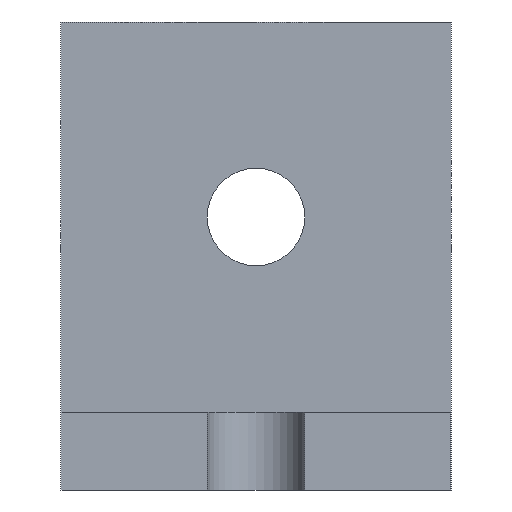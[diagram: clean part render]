
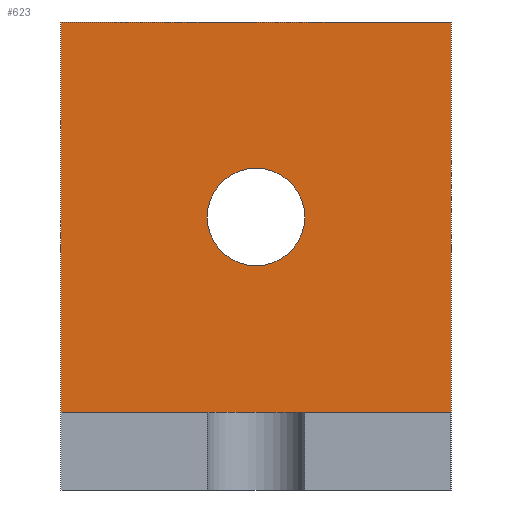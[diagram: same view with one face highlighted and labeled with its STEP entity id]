
A CAD part, left-side view. The second image highlights one B-rep face of the part: STEP entity #623.
In plain terms, the highlighted planar face has unit normal (-1, 0, 0).
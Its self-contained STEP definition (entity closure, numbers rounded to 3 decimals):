
#319=CARTESIAN_POINT('Vertex',(13.5,10.,4.)) ;
#324=CARTESIAN_POINT('Line Origine',(13.5,10.,14.)) ;
#328=CARTESIAN_POINT('Vertex',(13.5,10.,24.)) ;
#362=CARTESIAN_POINT('Line Origine',(13.5,-10.,14.)) ;
#366=CARTESIAN_POINT('Vertex',(13.5,-10.,24.)) ;
#368=CARTESIAN_POINT('Vertex',(13.5,-10.,4.)) ;
#555=CARTESIAN_POINT('Line Origine',(13.5,0.,24.)) ;
#578=CARTESIAN_POINT('Line Origine',(13.5,0.,4.)) ;
#594=CARTESIAN_POINT('Axis2P3D Location',(13.5,10.,10.)) ;
#605=CARTESIAN_POINT('Axis2P3D Location',(13.5,0.,14.)) ;
#609=CARTESIAN_POINT('Vertex',(13.5,-2.5,14.)) ;
#611=CARTESIAN_POINT('Vertex',(13.5,2.5,14.)) ;
#614=CARTESIAN_POINT('Axis2P3D Location',(13.5,0.,14.)) ;
#325=DIRECTION('Vector Direction',(0.,0.,-1.)) ;
#363=DIRECTION('Vector Direction',(0.,0.,-1.)) ;
#556=DIRECTION('Vector Direction',(0.,-1.,0.)) ;
#579=DIRECTION('Vector Direction',(0.,-1.,0.)) ;
#595=DIRECTION('Axis2P3D Direction',(-1.,0.,0.)) ;
#596=DIRECTION('Axis2P3D XDirection',(0.,-1.,0.)) ;
#606=DIRECTION('Axis2P3D Direction',(-1.,0.,0.)) ;
#615=DIRECTION('Axis2P3D Direction',(-1.,0.,0.)) ;
#597=AXIS2_PLACEMENT_3D('Plane Axis2P3D',#594,#595,#596) ;
#607=AXIS2_PLACEMENT_3D('Circle Axis2P3D',#605,#606,$) ;
#616=AXIS2_PLACEMENT_3D('Circle Axis2P3D',#614,#615,$) ;
#600=ORIENTED_EDGE('',*,*,#330,.T.) ;
#601=ORIENTED_EDGE('',*,*,#582,.T.) ;
#602=ORIENTED_EDGE('',*,*,#370,.F.) ;
#603=ORIENTED_EDGE('',*,*,#559,.F.) ;
#620=ORIENTED_EDGE('',*,*,#613,.F.) ;
#621=ORIENTED_EDGE('',*,*,#618,.F.) ;
#622=FACE_BOUND('',#619,.T.) ;
#326=VECTOR('Line Direction',#325,1.) ;
#364=VECTOR('Line Direction',#363,1.) ;
#557=VECTOR('Line Direction',#556,1.) ;
#580=VECTOR('Line Direction',#579,1.) ;
#623=ADVANCED_FACE('Corps principal',(#604,#622),#598,.T.) ;
#608=CIRCLE('generated circle',#607,2.5) ;
#617=CIRCLE('generated circle',#616,2.5) ;
#330=EDGE_CURVE('',#329,#320,#327,.T.) ;
#370=EDGE_CURVE('',#367,#369,#365,.T.) ;
#559=EDGE_CURVE('',#329,#367,#558,.T.) ;
#582=EDGE_CURVE('',#320,#369,#581,.T.) ;
#613=EDGE_CURVE('',#610,#612,#608,.T.) ;
#618=EDGE_CURVE('',#612,#610,#617,.T.) ;
#599=EDGE_LOOP('',(#600,#601,#602,#603)) ;
#619=EDGE_LOOP('',(#620,#621)) ;
#604=FACE_OUTER_BOUND('',#599,.T.) ;
#327=LINE('Line',#324,#326) ;
#365=LINE('Line',#362,#364) ;
#558=LINE('Line',#555,#557) ;
#581=LINE('Line',#578,#580) ;
#598=PLANE('',#597) ;
#320=VERTEX_POINT('',#319) ;
#329=VERTEX_POINT('',#328) ;
#367=VERTEX_POINT('',#366) ;
#369=VERTEX_POINT('',#368) ;
#610=VERTEX_POINT('',#609) ;
#612=VERTEX_POINT('',#611) ;
